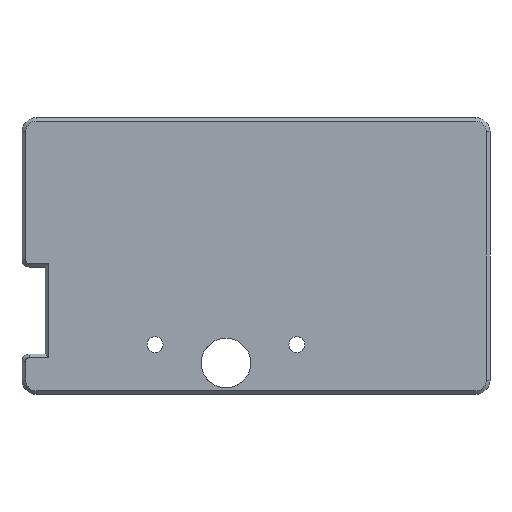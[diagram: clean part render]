
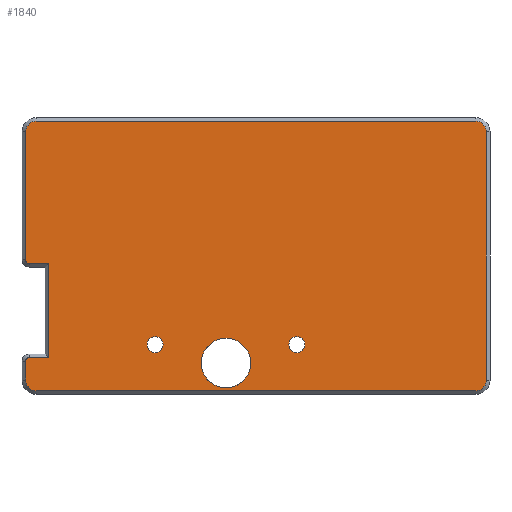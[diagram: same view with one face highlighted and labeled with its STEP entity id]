
A CAD part, left-side view. The second image highlights one B-rep face of the part: STEP entity #1840.
In plain terms, the highlighted planar face has unit normal (-1, 0, 0).
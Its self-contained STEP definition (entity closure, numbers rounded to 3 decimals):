
#66=FACE_BOUND('',#335,.T.);
#67=FACE_BOUND('',#336,.T.);
#68=FACE_BOUND('',#337,.T.);
#96=CIRCLE('',#1959,1.);
#98=CIRCLE('',#1963,3.);
#100=CIRCLE('',#1967,3.);
#102=CIRCLE('',#1971,3.);
#104=CIRCLE('',#1975,3.);
#107=CIRCLE('',#1980,1.);
#117=CIRCLE('',#2007,2.25);
#118=CIRCLE('',#2008,2.25);
#119=CIRCLE('',#2009,7.);
#217=FACE_OUTER_BOUND('',#334,.T.);
#334=EDGE_LOOP('',(#1371,#1372,#1373,#1374,#1375,#1376,#1377,#1378,#1379,
#1380,#1381,#1382,#1383,#1384));
#335=EDGE_LOOP('',(#1385));
#336=EDGE_LOOP('',(#1386));
#337=EDGE_LOOP('',(#1387));
#450=LINE('',#2858,#611);
#453=LINE('',#2869,#614);
#457=LINE('',#2881,#618);
#461=LINE('',#2893,#622);
#465=LINE('',#2905,#626);
#469=LINE('',#2917,#630);
#473=LINE('',#2929,#634);
#505=LINE('',#3010,#666);
#611=VECTOR('',#2223,10.);
#614=VECTOR('',#2234,10.);
#618=VECTOR('',#2246,10.);
#622=VECTOR('',#2258,10.);
#626=VECTOR('',#2270,10.);
#630=VECTOR('',#2282,10.);
#634=VECTOR('',#2294,10.);
#666=VECTOR('',#2376,10.);
#792=VERTEX_POINT('',#2851);
#795=VERTEX_POINT('',#2856);
#797=VERTEX_POINT('',#2861);
#799=VERTEX_POINT('',#2867);
#801=VERTEX_POINT('',#2873);
#803=VERTEX_POINT('',#2879);
#805=VERTEX_POINT('',#2885);
#807=VERTEX_POINT('',#2891);
#809=VERTEX_POINT('',#2897);
#811=VERTEX_POINT('',#2903);
#813=VERTEX_POINT('',#2909);
#815=VERTEX_POINT('',#2915);
#817=VERTEX_POINT('',#2922);
#819=VERTEX_POINT('',#2927);
#844=VERTEX_POINT('',#3011);
#845=VERTEX_POINT('',#3013);
#846=VERTEX_POINT('',#3015);
#974=EDGE_CURVE('',#795,#792,#450,.T.);
#976=EDGE_CURVE('',#797,#795,#96,.T.);
#979=EDGE_CURVE('',#799,#797,#453,.T.);
#982=EDGE_CURVE('',#801,#799,#98,.T.);
#985=EDGE_CURVE('',#803,#801,#457,.T.);
#988=EDGE_CURVE('',#805,#803,#100,.T.);
#991=EDGE_CURVE('',#807,#805,#461,.T.);
#994=EDGE_CURVE('',#809,#807,#102,.T.);
#997=EDGE_CURVE('',#811,#809,#465,.T.);
#1000=EDGE_CURVE('',#813,#811,#104,.T.);
#1003=EDGE_CURVE('',#815,#813,#469,.T.);
#1007=EDGE_CURVE('',#817,#815,#107,.T.);
#1009=EDGE_CURVE('',#819,#817,#473,.T.);
#1050=EDGE_CURVE('',#792,#819,#505,.T.);
#1051=EDGE_CURVE('',#844,#844,#117,.T.);
#1052=EDGE_CURVE('',#845,#845,#118,.T.);
#1053=EDGE_CURVE('',#846,#846,#119,.T.);
#1371=ORIENTED_EDGE('',*,*,#1050,.F.);
#1372=ORIENTED_EDGE('',*,*,#974,.F.);
#1373=ORIENTED_EDGE('',*,*,#976,.F.);
#1374=ORIENTED_EDGE('',*,*,#979,.F.);
#1375=ORIENTED_EDGE('',*,*,#982,.F.);
#1376=ORIENTED_EDGE('',*,*,#985,.F.);
#1377=ORIENTED_EDGE('',*,*,#988,.F.);
#1378=ORIENTED_EDGE('',*,*,#991,.F.);
#1379=ORIENTED_EDGE('',*,*,#994,.F.);
#1380=ORIENTED_EDGE('',*,*,#997,.F.);
#1381=ORIENTED_EDGE('',*,*,#1000,.F.);
#1382=ORIENTED_EDGE('',*,*,#1003,.F.);
#1383=ORIENTED_EDGE('',*,*,#1007,.F.);
#1384=ORIENTED_EDGE('',*,*,#1009,.F.);
#1385=ORIENTED_EDGE('',*,*,#1051,.T.);
#1386=ORIENTED_EDGE('',*,*,#1052,.T.);
#1387=ORIENTED_EDGE('',*,*,#1053,.T.);
#1760=PLANE('',#2006);
#1840=ADVANCED_FACE('',(#217,#66,#67,#68),#1760,.F.);
#1959=AXIS2_PLACEMENT_3D('',#2863,#2227,#2228);
#1963=AXIS2_PLACEMENT_3D('',#2875,#2239,#2240);
#1967=AXIS2_PLACEMENT_3D('',#2887,#2251,#2252);
#1971=AXIS2_PLACEMENT_3D('',#2899,#2263,#2264);
#1975=AXIS2_PLACEMENT_3D('',#2911,#2275,#2276);
#1980=AXIS2_PLACEMENT_3D('',#2924,#2289,#2290);
#2006=AXIS2_PLACEMENT_3D('',#3009,#2374,#2375);
#2007=AXIS2_PLACEMENT_3D('',#3012,#2377,#2378);
#2008=AXIS2_PLACEMENT_3D('',#3014,#2379,#2380);
#2009=AXIS2_PLACEMENT_3D('',#3016,#2381,#2382);
#2223=DIRECTION('',(0.,-1.,0.));
#2227=DIRECTION('center_axis',(1.,0.,0.));
#2228=DIRECTION('ref_axis',(0.,0.707,0.707));
#2234=DIRECTION('',(0.,0.,1.));
#2239=DIRECTION('center_axis',(1.,0.,0.));
#2240=DIRECTION('ref_axis',(0.,0.707,-0.707));
#2246=DIRECTION('',(0.,1.,0.));
#2251=DIRECTION('center_axis',(1.,0.,0.));
#2252=DIRECTION('ref_axis',(0.,-0.707,-0.707));
#2258=DIRECTION('',(0.,0.,-1.));
#2263=DIRECTION('center_axis',(1.,0.,0.));
#2264=DIRECTION('ref_axis',(0.,-0.707,0.707));
#2270=DIRECTION('',(0.,-1.,0.));
#2275=DIRECTION('center_axis',(1.,0.,0.));
#2276=DIRECTION('ref_axis',(0.,0.707,0.707));
#2282=DIRECTION('',(0.,0.,1.));
#2289=DIRECTION('center_axis',(1.,0.,0.));
#2290=DIRECTION('ref_axis',(0.,0.707,-0.707));
#2294=DIRECTION('',(0.,1.,0.));
#2374=DIRECTION('center_axis',(1.,0.,0.));
#2375=DIRECTION('ref_axis',(0.,1.,0.));
#2376=DIRECTION('',(0.,0.,1.));
#2377=DIRECTION('center_axis',(1.,0.,0.));
#2378=DIRECTION('ref_axis',(0.,1.,0.));
#2379=DIRECTION('center_axis',(1.,0.,0.));
#2380=DIRECTION('ref_axis',(0.,1.,0.));
#2381=DIRECTION('center_axis',(1.,0.,0.));
#2382=DIRECTION('ref_axis',(0.,0.,1.));
#2851=CARTESIAN_POINT('',(437.7,590.778,498.71));
#2856=CARTESIAN_POINT('',(437.7,596.307,498.71));
#2858=CARTESIAN_POINT('',(437.7,499.816,498.71));
#2861=CARTESIAN_POINT('',(437.7,597.307,497.71));
#2863=CARTESIAN_POINT('Origin',(437.7,596.307,497.71));
#2867=CARTESIAN_POINT('',(437.7,597.307,492.369));
#2869=CARTESIAN_POINT('',(437.7,597.307,509.144));
#2873=CARTESIAN_POINT('',(437.7,594.307,489.369));
#2875=CARTESIAN_POINT('Origin',(437.7,594.307,492.369));
#2879=CARTESIAN_POINT('',(437.7,470.307,489.369));
#2881=CARTESIAN_POINT('',(437.7,428.816,489.369));
#2885=CARTESIAN_POINT('',(437.7,467.307,492.369));
#2887=CARTESIAN_POINT('Origin',(437.7,470.307,492.369));
#2891=CARTESIAN_POINT('',(437.7,467.307,562.369));
#2893=CARTESIAN_POINT('',(437.7,467.307,547.144));
#2897=CARTESIAN_POINT('',(437.7,470.307,565.369));
#2899=CARTESIAN_POINT('Origin',(437.7,470.307,562.369));
#2903=CARTESIAN_POINT('',(437.7,594.307,565.369));
#2905=CARTESIAN_POINT('',(437.7,499.816,565.369));
#2909=CARTESIAN_POINT('',(437.7,597.307,562.369));
#2911=CARTESIAN_POINT('Origin',(437.7,594.307,562.369));
#2915=CARTESIAN_POINT('',(437.7,597.307,526.25));
#2917=CARTESIAN_POINT('',(437.7,597.307,509.144));
#2922=CARTESIAN_POINT('',(437.7,596.307,525.25));
#2924=CARTESIAN_POINT('Origin',(437.7,596.307,526.25));
#2927=CARTESIAN_POINT('',(437.7,590.778,525.25));
#2929=CARTESIAN_POINT('',(437.7,496.801,525.25));
#3009=CARTESIAN_POINT('Origin',(437.7,401.325,527.919));
#3010=CARTESIAN_POINT('',(437.7,590.778,514.589));
#3011=CARTESIAN_POINT('',(437.7,518.524,502.369));
#3012=CARTESIAN_POINT('Origin',(437.7,520.774,502.369));
#3013=CARTESIAN_POINT('',(437.7,558.524,502.369));
#3014=CARTESIAN_POINT('Origin',(437.7,560.774,502.369));
#3015=CARTESIAN_POINT('',(437.7,540.774,490.169));
#3016=CARTESIAN_POINT('Origin',(437.7,540.774,497.169));
